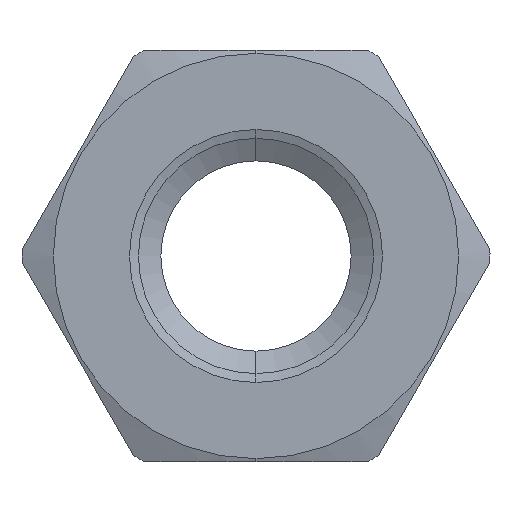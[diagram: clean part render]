
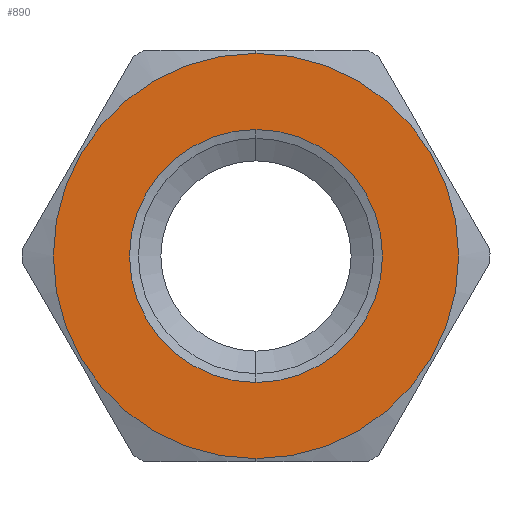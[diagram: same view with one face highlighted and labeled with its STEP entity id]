
A CAD part, front view. The second image highlights one B-rep face of the part: STEP entity #890.
In plain terms, the highlighted planar face has unit normal (0, -1, 0).
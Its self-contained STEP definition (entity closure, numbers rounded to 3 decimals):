
#51 = AXIS2_PLACEMENT_3D ( 'NONE', #368, #359, #223 ) ;
#95 = CARTESIAN_POINT ( 'NONE',  ( 0., -3.2, 3.447 ) ) ;
#180 = CARTESIAN_POINT ( 'NONE',  ( 0., -3.2, 0. ) ) ;
#189 = DIRECTION ( 'NONE',  ( 0., 0., 1. ) ) ;
#196 = DIRECTION ( 'NONE',  ( 0., -1., 0. ) ) ;
#197 = CARTESIAN_POINT ( 'NONE',  ( 0., -3.2, 0. ) ) ;
#218 = CIRCLE ( 'NONE', #1009, 2.151 ) ;
#223 = DIRECTION ( 'NONE',  ( -1., 0., 0. ) ) ;
#230 = CIRCLE ( 'NONE', #848, 3.447 ) ;
#235 = CIRCLE ( 'NONE', #768, 3.447 ) ;
#238 = CARTESIAN_POINT ( 'NONE',  ( 0., -3.2, 0. ) ) ;
#266 = FACE_OUTER_BOUND ( 'NONE', #1180, .T. ) ;
#268 = FACE_BOUND ( 'NONE', #1538, .T. ) ;
#359 = DIRECTION ( 'NONE',  ( 0., 1., 0. ) ) ;
#364 = PLANE ( 'NONE',  #51 ) ;
#368 = CARTESIAN_POINT ( 'NONE',  ( 3.488, -3.2, -3.488 ) ) ;
#402 = CARTESIAN_POINT ( 'NONE',  ( 0., -3.2, -2.151 ) ) ;
#412 = CIRCLE ( 'NONE', #789, 2.151 ) ;
#484 = DIRECTION ( 'NONE',  ( 0., 0., -1. ) ) ;
#491 = EDGE_CURVE ( 'NONE', #941, #857, #412, .T. ) ;
#570 = CARTESIAN_POINT ( 'NONE',  ( 0., -3.2, -3.447 ) ) ;
#696 = ORIENTED_EDGE ( 'NONE', *, *, #989, .F. ) ;
#697 = ORIENTED_EDGE ( 'NONE', *, *, #491, .F. ) ;
#700 = ORIENTED_EDGE ( 'NONE', *, *, #929, .T. ) ;
#704 = ORIENTED_EDGE ( 'NONE', *, *, #938, .T. ) ;
#768 = AXIS2_PLACEMENT_3D ( 'NONE', #197, #196, #189 ) ;
#789 = AXIS2_PLACEMENT_3D ( 'NONE', #180, #1524, #1495 ) ;
#848 = AXIS2_PLACEMENT_3D ( 'NONE', #1257, #1249, #1364 ) ;
#857 = VERTEX_POINT ( 'NONE', #402 ) ;
#890 = ADVANCED_FACE ( 'NONE', ( #268, #266 ), #364, .F. ) ;
#929 = EDGE_CURVE ( 'NONE', #1014, #1032, #235, .T. ) ;
#938 = EDGE_CURVE ( 'NONE', #1032, #1014, #230, .T. ) ;
#941 = VERTEX_POINT ( 'NONE', #1652 ) ;
#989 = EDGE_CURVE ( 'NONE', #857, #941, #218, .T. ) ;
#1009 = AXIS2_PLACEMENT_3D ( 'NONE', #238, #1499, #484 ) ;
#1014 = VERTEX_POINT ( 'NONE', #95 ) ;
#1032 = VERTEX_POINT ( 'NONE', #570 ) ;
#1180 = EDGE_LOOP ( 'NONE', ( #700, #704 ) ) ;
#1249 = DIRECTION ( 'NONE',  ( 0., -1., 0. ) ) ;
#1257 = CARTESIAN_POINT ( 'NONE',  ( 0., -3.2, 0. ) ) ;
#1364 = DIRECTION ( 'NONE',  ( 0., 0., 1. ) ) ;
#1495 = DIRECTION ( 'NONE',  ( 0., 0., -1. ) ) ;
#1499 = DIRECTION ( 'NONE',  ( 0., -1., 0. ) ) ;
#1524 = DIRECTION ( 'NONE',  ( 0., -1., 0. ) ) ;
#1538 = EDGE_LOOP ( 'NONE', ( #696, #697 ) ) ;
#1652 = CARTESIAN_POINT ( 'NONE',  ( 0., -3.2, 2.151 ) ) ;
